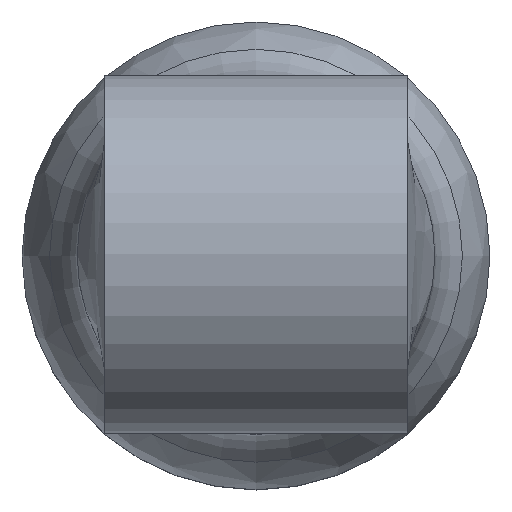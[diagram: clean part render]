
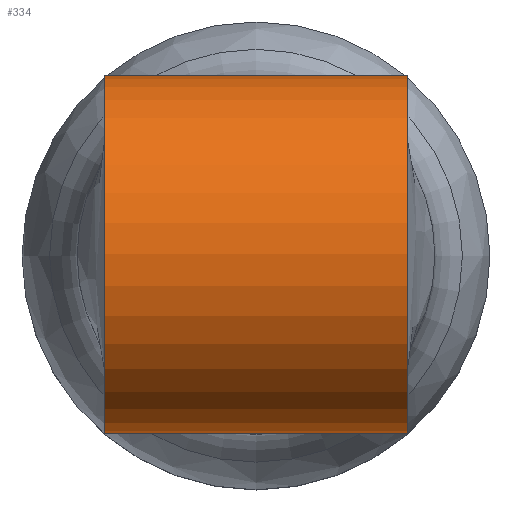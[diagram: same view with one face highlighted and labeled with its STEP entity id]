
A CAD part, top view. The second image highlights one B-rep face of the part: STEP entity #334.
In plain terms, the highlighted cylindrical face has radius 32.5 mm (diameter 65 mm), a partial arc.
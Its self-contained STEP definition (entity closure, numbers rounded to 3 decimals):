
#40=LINE('',#624,#63);
#49=LINE('',#726,#72);
#63=VECTOR('',#472,10.);
#72=VECTOR('',#489,10.);
#76=CYLINDRICAL_SURFACE('',#391,32.5);
#91=FACE_OUTER_BOUND('',#108,.T.);
#108=EDGE_LOOP('',(#310,#311,#312,#313));
#134=CIRCLE('',#386,32.5);
#135=CIRCLE('',#389,32.5);
#162=VERTEX_POINT('',#582);
#163=VERTEX_POINT('',#584);
#166=VERTEX_POINT('',#622);
#171=VERTEX_POINT('',#721);
#203=EDGE_CURVE('',#162,#163,#134,.T.);
#210=EDGE_CURVE('',#162,#166,#40,.T.);
#219=EDGE_CURVE('',#171,#166,#135,.T.);
#220=EDGE_CURVE('',#163,#171,#49,.T.);
#310=ORIENTED_EDGE('',*,*,#203,.F.);
#311=ORIENTED_EDGE('',*,*,#210,.T.);
#312=ORIENTED_EDGE('',*,*,#219,.F.);
#313=ORIENTED_EDGE('',*,*,#220,.F.);
#334=ADVANCED_FACE('',(#91),#76,.T.);
#386=AXIS2_PLACEMENT_3D('',#585,#462,#463);
#389=AXIS2_PLACEMENT_3D('',#723,#483,#484);
#391=AXIS2_PLACEMENT_3D('',#725,#487,#488);
#462=DIRECTION('center_axis',(-1.,0.,0.));
#463=DIRECTION('ref_axis',(0.,1.,0.));
#472=DIRECTION('',(1.,0.,0.));
#483=DIRECTION('center_axis',(1.,0.,0.));
#484=DIRECTION('ref_axis',(0.,1.,0.));
#487=DIRECTION('center_axis',(1.,0.,0.));
#488=DIRECTION('ref_axis',(0.,1.,0.));
#489=DIRECTION('',(1.,0.,0.));
#582=CARTESIAN_POINT('',(-27.5,-32.5,0.));
#584=CARTESIAN_POINT('',(-27.5,32.5,0.));
#585=CARTESIAN_POINT('Origin',(-27.5,0.,0.));
#622=CARTESIAN_POINT('',(27.5,-32.5,0.));
#624=CARTESIAN_POINT('',(0.,-32.5,0.));
#721=CARTESIAN_POINT('',(27.5,32.5,0.));
#723=CARTESIAN_POINT('Origin',(27.5,0.,0.));
#725=CARTESIAN_POINT('Origin',(0.,0.,0.));
#726=CARTESIAN_POINT('',(0.,32.5,0.));
